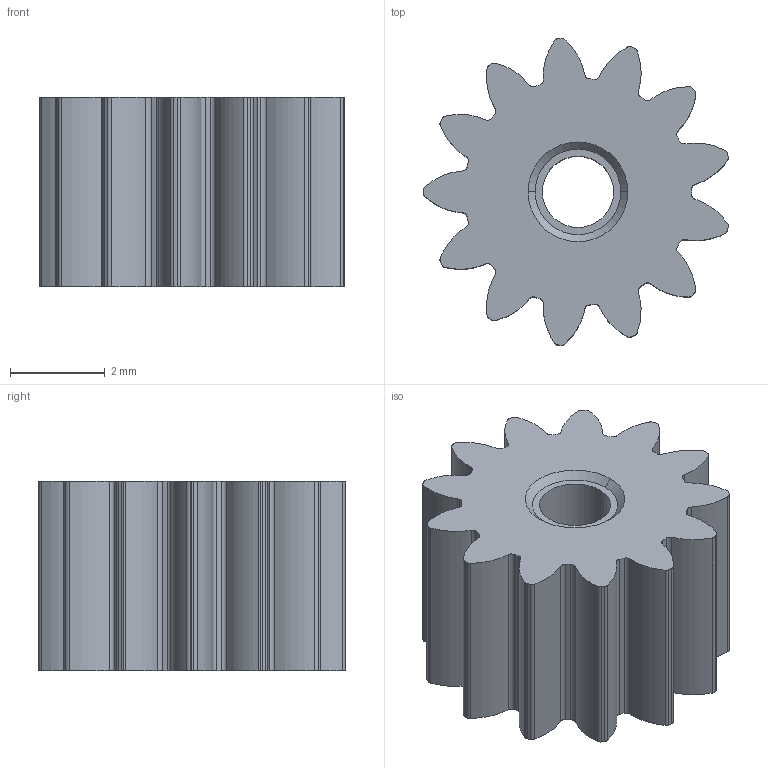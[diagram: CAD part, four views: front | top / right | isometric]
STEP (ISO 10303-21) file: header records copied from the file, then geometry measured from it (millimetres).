
FILE_DESCRIPTION (( 'STEP AP203' ), '1' );
FILE_NAME ('Gear00796.step', '2018-04-19T05:21:04', ( '' ), ( '' ), 'SwSTEP 2.0', 'SolidWorks 2012', '' );
FILE_SCHEMA (( 'CONFIG_CONTROL_DESIGN' ));
Length unit declared in the file: millimetre
Products named in the file (1): Gear00796
Bounding box: 6.42 x 6.46 x 4 mm (x, y, z)
Volume: 93.9 mm3; surface area: 187.5 mm2
Topology: 1 solids, 1 shells, 123 faces, 357 edges, 238 vertices
Faces by surface type: cylinder 89, bspline 26, cone 4, plane 4
Entity records: 4498 total; most frequent: CARTESIAN_POINT 1161, ORIENTED_EDGE 714, DIRECTION 687, EDGE_CURVE 357, AXIS2_PLACEMENT_3D 284, VERTEX_POINT 238, CIRCLE 186, EDGE_LOOP 127
